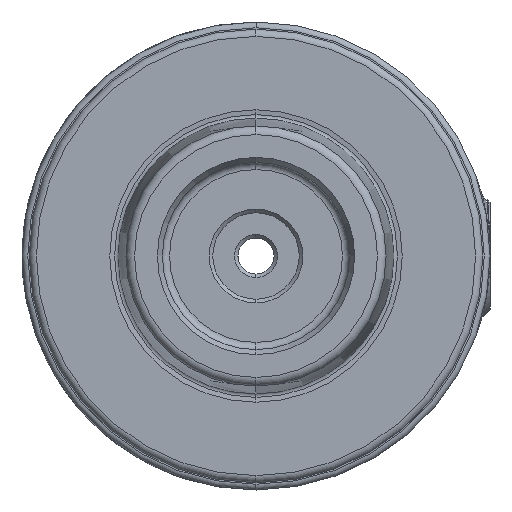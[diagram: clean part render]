
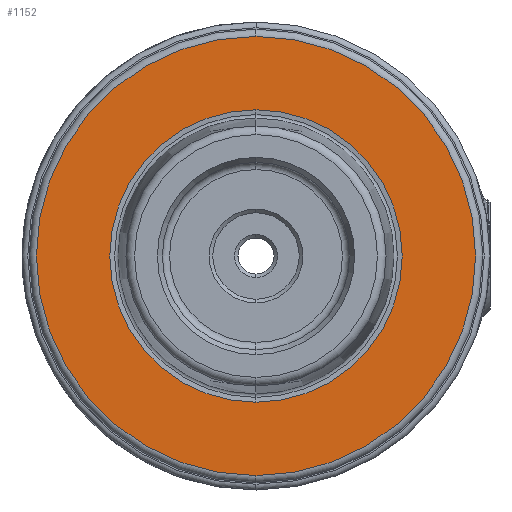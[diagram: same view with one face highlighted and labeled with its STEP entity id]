
A CAD part, left-side view. The second image highlights one B-rep face of the part: STEP entity #1152.
In plain terms, the highlighted planar face has unit normal (-1, 0, 0).
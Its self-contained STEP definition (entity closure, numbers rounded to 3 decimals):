
#190 = VERTEX_POINT ( 'NONE', #21149 ) ;
#1041 = ORIENTED_EDGE ( 'NONE', *, *, #15412, .T. ) ;
#1073 = ORIENTED_EDGE ( 'NONE', *, *, #15293, .T. ) ;
#1074 = ORIENTED_EDGE ( 'NONE', *, *, #9305, .T. ) ;
#1092 = ORIENTED_EDGE ( 'NONE', *, *, #15308, .T. ) ;
#1152 = ADVANCED_FACE ( 'NONE', ( #24962, #24929 ), #21164, .T. ) ;
#4781 = DIRECTION ( 'NONE',  ( 1., 0., 0. ) ) ;
#4794 = CARTESIAN_POINT ( 'NONE',  ( 0., 0., 0. ) ) ;
#4802 = DIRECTION ( 'NONE',  ( 0., 0., -1. ) ) ;
#9069 = AXIS2_PLACEMENT_3D ( 'NONE', #4794, #4781, #4802 ) ;
#9090 = AXIS2_PLACEMENT_3D ( 'NONE', #13998, #13986, #13981 ) ;
#9112 = AXIS2_PLACEMENT_3D ( 'NONE', #14024, #14026, #14028 ) ;
#9178 = AXIS2_PLACEMENT_3D ( 'NONE', #21034, #20997, #20996 ) ;
#9284 = AXIS2_PLACEMENT_3D ( 'NONE', #21144, #21165, #21166 ) ;
#9305 = EDGE_CURVE ( 'NONE', #11342, #190, #19683, .T. ) ;
#11342 = VERTEX_POINT ( 'NONE', #17069 ) ;
#13981 = DIRECTION ( 'NONE',  ( 0., 0., 1. ) ) ;
#13986 = DIRECTION ( 'NONE',  ( -1., 0., 0. ) ) ;
#13998 = CARTESIAN_POINT ( 'NONE',  ( 0., 0., 0. ) ) ;
#14024 = CARTESIAN_POINT ( 'NONE',  ( 0., 0., 0. ) ) ;
#14026 = DIRECTION ( 'NONE',  ( 1., 0., 0. ) ) ;
#14028 = DIRECTION ( 'NONE',  ( 0., 0., -1. ) ) ;
#15293 = EDGE_CURVE ( 'NONE', #18940, #18913, #19780, .T. ) ;
#15308 = EDGE_CURVE ( 'NONE', #190, #11342, #19761, .T. ) ;
#15412 = EDGE_CURVE ( 'NONE', #18913, #18940, #19810, .T. ) ;
#17069 = CARTESIAN_POINT ( 'NONE',  ( 0., 0., 20.308 ) ) ;
#18913 = VERTEX_POINT ( 'NONE', #23603 ) ;
#18940 = VERTEX_POINT ( 'NONE', #23649 ) ;
#19683 = CIRCLE ( 'NONE', #9069, 20.308 ) ;
#19761 = CIRCLE ( 'NONE', #9112, 20.308 ) ;
#19780 = CIRCLE ( 'NONE', #9090, 30.5 ) ;
#19810 = CIRCLE ( 'NONE', #9178, 30.5 ) ;
#20996 = DIRECTION ( 'NONE',  ( 0., 0., 1. ) ) ;
#20997 = DIRECTION ( 'NONE',  ( -1., 0., 0. ) ) ;
#21034 = CARTESIAN_POINT ( 'NONE',  ( 0., 0., 0. ) ) ;
#21144 = CARTESIAN_POINT ( 'NONE',  ( 0., 20.308, 0. ) ) ;
#21149 = CARTESIAN_POINT ( 'NONE',  ( 0., 0., -20.308 ) ) ;
#21164 = PLANE ( 'NONE',  #9284 ) ;
#21165 = DIRECTION ( 'NONE',  ( -1., 0., 0. ) ) ;
#21166 = DIRECTION ( 'NONE',  ( 0., 0., 1. ) ) ;
#23603 = CARTESIAN_POINT ( 'NONE',  ( 0., 0., 30.5 ) ) ;
#23649 = CARTESIAN_POINT ( 'NONE',  ( 0., 0., -30.5 ) ) ;
#24929 = FACE_BOUND ( 'NONE', #24970, .T. ) ;
#24954 = EDGE_LOOP ( 'NONE', ( #1041, #1073 ) ) ;
#24962 = FACE_OUTER_BOUND ( 'NONE', #24954, .T. ) ;
#24970 = EDGE_LOOP ( 'NONE', ( #1074, #1092 ) ) ;
